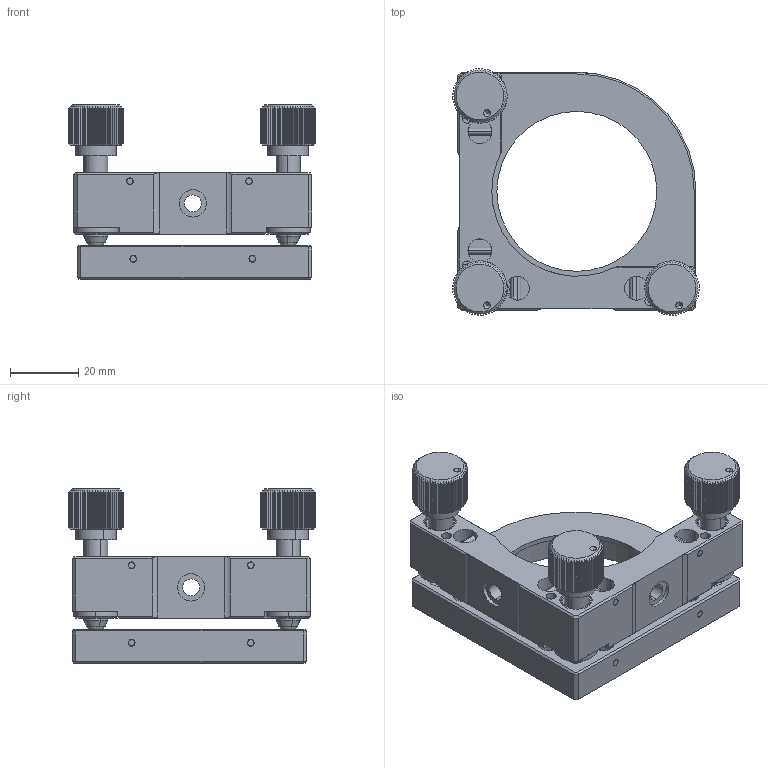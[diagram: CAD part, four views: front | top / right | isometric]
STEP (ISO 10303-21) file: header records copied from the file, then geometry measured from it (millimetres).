
FILE_DESCRIPTION (( 'STEP AP203' ), '1' );
FILE_NAME ('OMHS50.step', '2019-05-09T09:04:04', ( '' ), ( '' ), 'SwSTEP 2.0', 'SolidWorks 2016', '' );
FILE_SCHEMA (( 'CONFIG_CONTROL_DESIGN' ));
Length unit declared in the file: millimetre
Products named in the file (1): OMHS50
Bounding box: 72.5 x 72.5 x 51.3 mm (x, y, z)
Surface area: 28402.8 mm2 (no closed solid volume)
Topology: 0 solids, 35 shells, 1023 faces, 2832 edges, 1837 vertices
Faces by surface type: plane 480, cylinder 297, cone 240, torus 6
Entity records: 33753 total; most frequent: CARTESIAN_POINT 8644, ORIENTED_EDGE 5242, DIRECTION 4960, EDGE_CURVE 2826, AXIS2_PLACEMENT_3D 1887, VERTEX_POINT 1837, LINE 1186, VECTOR 1186
